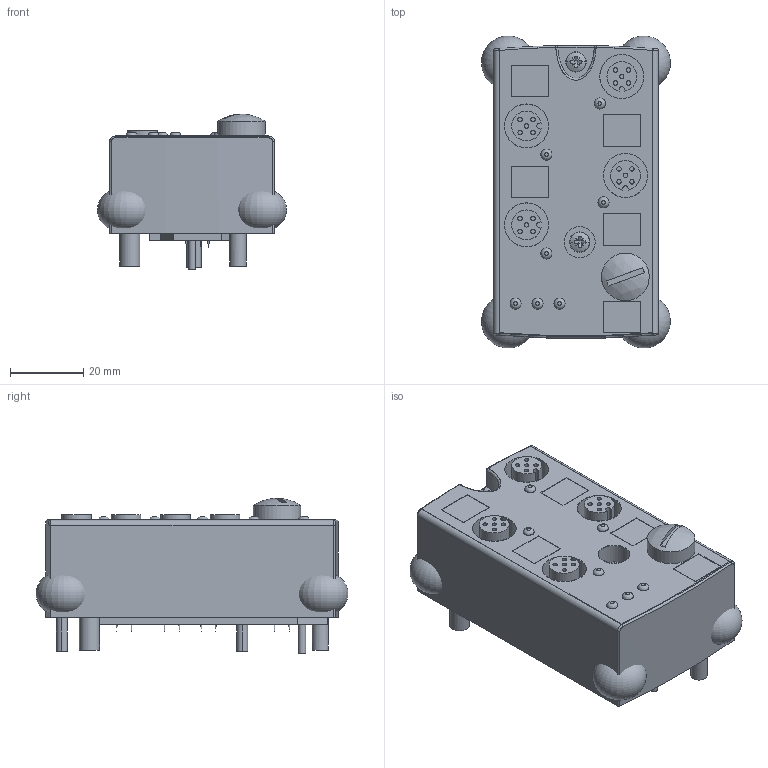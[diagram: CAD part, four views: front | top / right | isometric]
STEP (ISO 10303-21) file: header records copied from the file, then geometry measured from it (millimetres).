
FILE_DESCRIPTION(/* description */ ('Alibre Inc.'),/* implementation_level */ '2;1');
FILE_NAME(/* name */ 'export-1AF2F0D3-6C46-4EA8-A8BF-3036245EF702',/* time_stamp */ '2018-12-10T14:38:49+01:00',/* author */ (''),/* organization */ (''),/* preprocessor_version */ 'ST-DEVELOPER v17',/* originating_system */ 'Alibre',/* authorisation */ '');
FILE_SCHEMA (('AUTOMOTIVE_DESIGN'));
Length unit declared in the file: centimetre
Products named in the file (9): BENE INOX | 210216-3X30
Bounding box: 51.6 x 85.15 x 42.48 mm (x, y, z)
Volume: 103055 mm3; surface area: 33506.3 mm2
Topology: 25 solids, 27 shells, 604 faces, 1517 edges, 995 vertices
Faces by surface type: plane 267, cylinder 221, cone 60, torus 39, bspline 8, sphere 8, extrusion 1
Full cylindrical faces by diameter (mm): 1.2 x20, 2 x1, 3 x18, 3.02 x7, 3.5 x2, 4.5 x1, 5.5 x1, 6 x4, 8 x1, 8.5 x2, 12 x6, 12.02 x5, 13 x1
Entity records: 10944 total; most frequent: CARTESIAN_POINT 3297, DIRECTION 1462, ORIENTED_EDGE 1378, EDGE_CURVE 689, AXIS2_PLACEMENT_3D 641, VERTEX_POINT 504, FACE_BOUND 481, EDGE_LOOP 465
